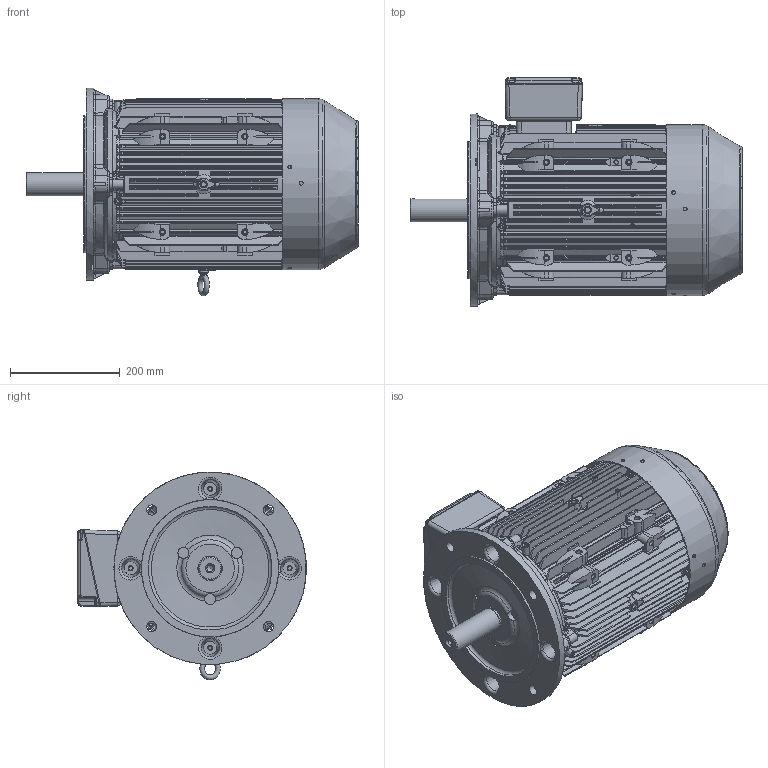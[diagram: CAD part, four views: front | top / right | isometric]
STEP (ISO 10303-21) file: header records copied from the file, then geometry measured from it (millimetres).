
FILE_DESCRIPTION( ( 'Unknown' ), '1' );
FILE_NAME( 'WP-DA160M B5.stp', 'Unknown', ( 'Unknown' ), ( 'Unknown' ), 'PSStep 17.0.49', 'Unknown', ' ' );
FILE_SCHEMA( ( 'AUTOMOTIVE_DESIGN { 1 0 10303 214 1 1 1 1 }' ) );
Length unit declared in the file: millimetre
Products named in the file (1): 1
Bounding box: 603.91 x 415.87 x 377.92 mm (x, y, z)
Volume: 5471587.2 mm3; surface area: 2098133.4 mm2
Topology: 1 solids, 7 shells, 3310 faces, 9074 edges, 5787 vertices
Faces by surface type: cylinder 1130, plane 986, bspline 585, cone 403, torus 168, sphere 38
Full cylindrical faces by diameter (mm): 3.17 x4, 4.5 x2, 4.505 x4, 5 x4, 5.69 x12, 6.2 x17, 6.5 x1, 6.505 x4, 7 x12, 7.1 x4, 8.2 x14, 9.3 x4, 10 x1, 12 x2, 17 x1, 18.5 x4, 20 x3, 42 x1, 44.5 x1, 44.9 x1, 45 x1, 60 x1, 90 x1, 100 x1, 225 x1, 247 x1, 250 x1, 260 x1, 269 x3, 306 x1
Entity records: 215444 total; most frequent: CARTESIAN_POINT 112768, ORIENTED_EDGE 17268, DIRECTION 13953, EDGE_CURVE 8634, VERTEX_POINT 5649, AXIS2_PLACEMENT_3D 5516, EDGE_LOOP 3735, FACE_OUTER_BOUND 3438
